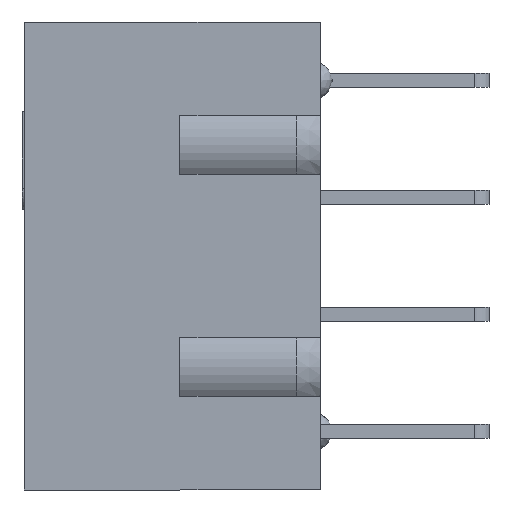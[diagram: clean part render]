
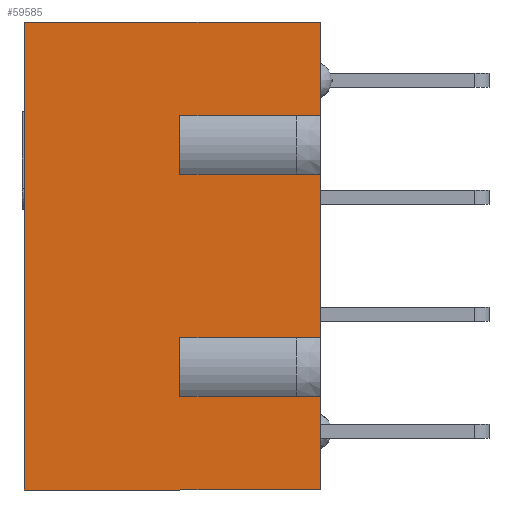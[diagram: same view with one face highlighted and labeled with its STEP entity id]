
A CAD part, left-side view. The second image highlights one B-rep face of the part: STEP entity #59585.
In plain terms, the highlighted planar face has unit normal (-1, 0, 0).
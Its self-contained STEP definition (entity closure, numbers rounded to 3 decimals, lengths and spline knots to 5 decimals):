
#6349=FACE_OUTER_BOUND('',#9263,.T.);
#9263=EDGE_LOOP('',(#52352,#52353,#52354,#52355,#52356,#52357,#52358,#52359,
#52360,#52361,#52362,#52363,#52364,#52365,#52366,#52367));
#12448=LINE('',#91478,#18538);
#12454=LINE('',#91495,#18544);
#12994=LINE('',#93368,#19084);
#13003=LINE('',#93391,#19093);
#13007=LINE('',#93401,#19097);
#13008=LINE('',#93402,#19098);
#13009=LINE('',#93404,#19099);
#13178=LINE('',#93893,#19268);
#13179=LINE('',#93895,#19269);
#13180=LINE('',#93898,#19270);
#13181=LINE('',#93900,#19271);
#15156=LINE('',#99771,#21246);
#15157=LINE('',#99773,#21247);
#15353=LINE('',#100255,#21443);
#15354=LINE('',#100256,#21444);
#15355=LINE('',#100257,#21445);
#18538=VECTOR('',#72128,0.3937);
#18544=VECTOR('',#72136,0.3937);
#19084=VECTOR('',#73624,0.3937);
#19093=VECTOR('',#73637,0.3937);
#19097=VECTOR('',#73643,0.3937);
#19098=VECTOR('',#73644,0.3937);
#19099=VECTOR('',#73645,0.3937);
#19268=VECTOR('',#74122,0.3937);
#19269=VECTOR('',#74125,0.3937);
#19270=VECTOR('',#74130,0.3937);
#19271=VECTOR('',#74133,0.3937);
#21246=VECTOR('',#79894,0.3937);
#21247=VECTOR('',#79895,0.3937);
#21443=VECTOR('',#80441,0.3937);
#21444=VECTOR('',#80442,0.3937);
#21445=VECTOR('',#80443,0.3937);
#24434=VERTEX_POINT('',#91475);
#24435=VERTEX_POINT('',#91477);
#24441=VERTEX_POINT('',#91492);
#24442=VERTEX_POINT('',#91494);
#24856=VERTEX_POINT('',#93365);
#24857=VERTEX_POINT('',#93367);
#24865=VERTEX_POINT('',#93388);
#24866=VERTEX_POINT('',#93390);
#24868=VERTEX_POINT('',#93399);
#24869=VERTEX_POINT('',#93403);
#24922=VERTEX_POINT('',#93884);
#24924=VERTEX_POINT('',#93891);
#26927=VERTEX_POINT('',#99770);
#26928=VERTEX_POINT('',#99772);
#27035=VERTEX_POINT('',#100253);
#27036=VERTEX_POINT('',#100254);
#31345=EDGE_CURVE('',#24435,#24434,#12448,.T.);
#31352=EDGE_CURVE('',#24442,#24441,#12454,.T.);
#32109=EDGE_CURVE('',#24857,#24856,#12994,.T.);
#32119=EDGE_CURVE('',#24866,#24865,#13003,.T.);
#32124=EDGE_CURVE('',#24868,#24856,#13007,.T.);
#32125=EDGE_CURVE('',#24435,#24441,#13008,.T.);
#32126=EDGE_CURVE('',#24866,#24869,#13009,.T.);
#32319=EDGE_CURVE('',#24924,#24865,#13178,.T.);
#32320=EDGE_CURVE('',#24442,#24924,#13179,.T.);
#32322=EDGE_CURVE('',#24922,#24434,#13180,.T.);
#32323=EDGE_CURVE('',#24857,#24922,#13181,.T.);
#35268=EDGE_CURVE('',#26927,#24869,#15156,.T.);
#35269=EDGE_CURVE('',#26928,#26927,#15157,.T.);
#35496=EDGE_CURVE('',#27035,#27036,#15353,.T.);
#35497=EDGE_CURVE('',#26928,#27035,#15354,.T.);
#35498=EDGE_CURVE('',#27036,#24868,#15355,.T.);
#52352=ORIENTED_EDGE('',*,*,#35496,.F.);
#52353=ORIENTED_EDGE('',*,*,#35497,.F.);
#52354=ORIENTED_EDGE('',*,*,#35269,.T.);
#52355=ORIENTED_EDGE('',*,*,#35268,.T.);
#52356=ORIENTED_EDGE('',*,*,#32126,.F.);
#52357=ORIENTED_EDGE('',*,*,#32119,.T.);
#52358=ORIENTED_EDGE('',*,*,#32319,.F.);
#52359=ORIENTED_EDGE('',*,*,#32320,.F.);
#52360=ORIENTED_EDGE('',*,*,#31352,.T.);
#52361=ORIENTED_EDGE('',*,*,#32125,.F.);
#52362=ORIENTED_EDGE('',*,*,#31345,.T.);
#52363=ORIENTED_EDGE('',*,*,#32322,.F.);
#52364=ORIENTED_EDGE('',*,*,#32323,.F.);
#52365=ORIENTED_EDGE('',*,*,#32109,.T.);
#52366=ORIENTED_EDGE('',*,*,#32124,.F.);
#52367=ORIENTED_EDGE('',*,*,#35498,.F.);
#54114=PLANE('',#64524);
#59585=ADVANCED_FACE('',(#6349),#54114,.T.);
#64524=AXIS2_PLACEMENT_3D('',#100252,#80439,#80440);
#72128=DIRECTION('',(0.,1.,0.));
#72136=DIRECTION('',(0.,-1.,0.));
#73624=DIRECTION('',(0.,-1.,0.));
#73637=DIRECTION('',(0.,1.,0.));
#73643=DIRECTION('',(0.,0.,-1.));
#73644=DIRECTION('',(0.,0.,-1.));
#73645=DIRECTION('',(0.,0.,-1.));
#74122=DIRECTION('',(0.,0.,-1.));
#74125=DIRECTION('',(0.,0.,-1.));
#74130=DIRECTION('',(0.,0.,-1.));
#74133=DIRECTION('',(0.,0.,-1.));
#79894=DIRECTION('',(0.,-1.,0.));
#79895=DIRECTION('',(0.,-1.,0.));
#80439=DIRECTION('center_axis',(-1.,0.,0.));
#80440=DIRECTION('ref_axis',(0.,0.,
1.));
#80441=DIRECTION('',(0.,-1.,0.));
#80442=DIRECTION('',(0.,0.,1.));
#80443=DIRECTION('',(0.,-1.,0.));
#91475=CARTESIAN_POINT('',(-1.70613,0.80649,-0.0771));
#91477=CARTESIAN_POINT('',(-1.70613,0.68649,-0.0771));
#91478=CARTESIAN_POINT('',(-1.70613,0.74649,-0.0771));
#91492=CARTESIAN_POINT('',(-1.70613,0.68649,-0.2171));
#91494=CARTESIAN_POINT('',(-1.70613,0.80649,-0.2171));
#91495=CARTESIAN_POINT('',(-1.70613,0.74649,-0.2171));
#93365=CARTESIAN_POINT('',(-1.70613,0.68649,-0.0271));
#93367=CARTESIAN_POINT('',(-1.70613,0.80649,-0.0271));
#93368=CARTESIAN_POINT('',(-1.70613,0.74649,-0.0271));
#93388=CARTESIAN_POINT('',(-1.70613,0.80649,-0.2671));
#93390=CARTESIAN_POINT('',(-1.70613,0.68649,-0.2671));
#93391=CARTESIAN_POINT('',(-1.70613,0.74649,-0.2671));
#93399=CARTESIAN_POINT('',(-1.70613,0.68649,0.0529));
#93401=CARTESIAN_POINT('',(-1.70613,0.68649,-0.3471));
#93402=CARTESIAN_POINT('',(-1.70613,0.68649,-0.3471));
#93403=CARTESIAN_POINT('',(-1.70613,0.68649,-0.3471));
#93404=CARTESIAN_POINT('',(-1.70613,0.68649,-0.3471));
#93884=CARTESIAN_POINT('',(-1.70613,0.80649,-0.0521));
#93891=CARTESIAN_POINT('',(-1.70613,0.80649,-0.2421));
#93893=CARTESIAN_POINT('',(-1.70613,0.80649,0.0529));
#93895=CARTESIAN_POINT('',(-1.70613,0.80649,0.0529));
#93898=CARTESIAN_POINT('',(-1.70613,0.80649,0.0529));
#93900=CARTESIAN_POINT('',(-1.70613,0.80649,0.0529));
#99770=CARTESIAN_POINT('',(-1.70613,0.80649,-0.3471));
#99771=CARTESIAN_POINT('',(-1.70613,0.80649,-0.3471));
#99772=CARTESIAN_POINT('',(-1.70613,0.93949,-0.3471));
#99773=CARTESIAN_POINT('',(-1.70613,0.83949,-0.3471));
#100252=CARTESIAN_POINT('Origin',(-1.70613,0.83949,-0.3471));
#100253=CARTESIAN_POINT('',(-1.70613,0.93949,0.0529));
#100254=CARTESIAN_POINT('',(-1.70613,0.80649,0.0529));
#100255=CARTESIAN_POINT('',(-1.70613,0.83949,0.0529));
#100256=CARTESIAN_POINT('',(-1.70613,0.93949,0.0529));
#100257=CARTESIAN_POINT('',(-1.70613,0.80649,0.0529));
